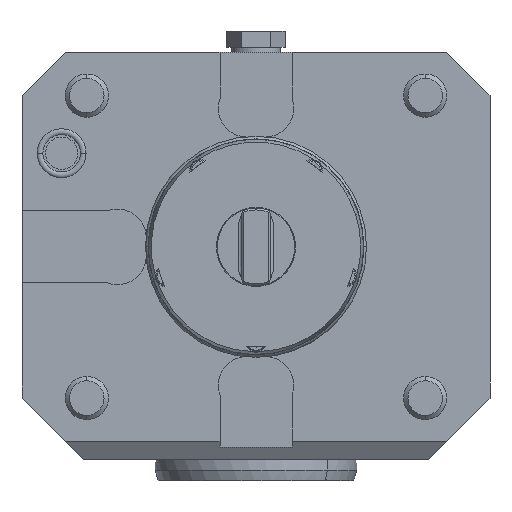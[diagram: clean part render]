
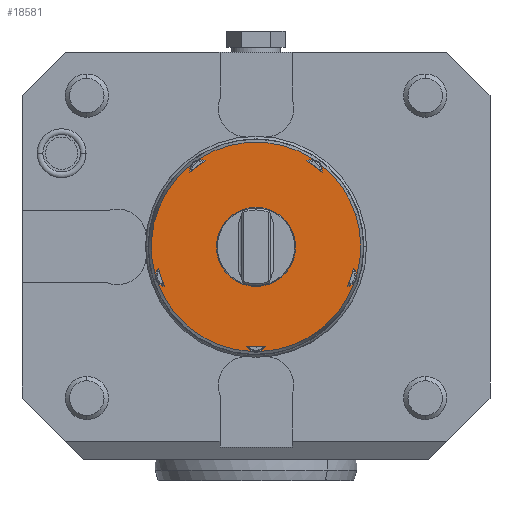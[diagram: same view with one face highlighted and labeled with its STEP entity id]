
A CAD part, front view. The second image highlights one B-rep face of the part: STEP entity #18581.
In plain terms, the highlighted planar face has unit normal (0, -1, 0).
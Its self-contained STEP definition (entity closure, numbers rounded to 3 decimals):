
#3525=CARTESIAN_POINT('',(-27.964,-133.,-8.036));
#3531=CARTESIAN_POINT('',(16.285,-133.,24.112));
#3564=CARTESIAN_POINT('',(17.9,-133.,22.939));
#3601=CARTESIAN_POINT('',(-15.429,-133.,21.237));
#3602=DIRECTION('',(0.,1.,0.));
#3603=DIRECTION('',(-0.985,0.,-0.172));
#3604=AXIS2_PLACEMENT_3D('',#3601,#3602,#3603);
#3606=CARTESIAN_POINT('',(-15.429,-133.,21.237));
#3607=DIRECTION('',(0.,1.,0.));
#3608=DIRECTION('',(-0.285,0.,0.959));
#3609=AXIS2_PLACEMENT_3D('',#3606,#3607,#3608);
#3611=CARTESIAN_POINT('',(0.,-133.,0.));
#3612=DIRECTION('',(0.,1.,0.));
#3613=DIRECTION('',(-0.56,0.,0.829));
#3614=AXIS2_PLACEMENT_3D('',#3611,#3612,#3613);
#3616=CARTESIAN_POINT('',(15.429,-133.,21.237));
#3617=DIRECTION('',(0.,1.,0.));
#3618=DIRECTION('',(-0.468,0.,0.884));
#3619=AXIS2_PLACEMENT_3D('',#3616,#3617,#3618);
#3621=CARTESIAN_POINT('',(0.,-133.,0.));
#3622=DIRECTION('',(0.,1.,0.));
#3623=DIRECTION('',(0.615,0.,0.788));
#3624=AXIS2_PLACEMENT_3D('',#3621,#3622,#3623);
#3626=CARTESIAN_POINT('',(0.,-133.,0.));
#3627=DIRECTION('',(0.,1.,0.));
#3628=DIRECTION('',(0.951,0.,0.309));
#3629=AXIS2_PLACEMENT_3D('',#3626,#3627,#3628);
#3631=CARTESIAN_POINT('',(24.965,-133.,-8.112));
#3632=DIRECTION('',(0.,1.,0.));
#3633=DIRECTION('',(0.794,0.,-0.608));
#3634=AXIS2_PLACEMENT_3D('',#3631,#3632,#3633);
#3636=CARTESIAN_POINT('',(0.,-133.,0.));
#3637=DIRECTION('',(0.,1.,0.));
#3638=DIRECTION('',(0.94,0.,-0.341));
#3639=AXIS2_PLACEMENT_3D('',#3636,#3637,#3638);
#3641=CARTESIAN_POINT('',(0.,-133.,-26.25));
#3642=DIRECTION('',(0.,1.,0.));
#3643=DIRECTION('',(0.898,0.,-0.44));
#3644=AXIS2_PLACEMENT_3D('',#3641,#3642,#3643);
#3646=CARTESIAN_POINT('',(0.,-133.,-26.25));
#3647=DIRECTION('',(0.,1.,0.));
#3648=DIRECTION('',(-0.333,0.,-0.943));
#3649=AXIS2_PLACEMENT_3D('',#3646,#3647,#3648);
#3651=CARTESIAN_POINT('',(0.,-133.,0.));
#3652=DIRECTION('',(0.,1.,0.));
#3653=DIRECTION('',(-0.034,0.,-0.999));
#3654=AXIS2_PLACEMENT_3D('',#3651,#3652,#3653);
#3656=CARTESIAN_POINT('',(-24.965,-133.,-8.112));
#3657=DIRECTION('',(0.,1.,0.));
#3658=DIRECTION('',(-0.14,0.,-0.99));
#3659=AXIS2_PLACEMENT_3D('',#3656,#3657,#3658);
#3661=CARTESIAN_POINT('',(-24.965,-133.,-8.112));
#3662=DIRECTION('',(0.,1.,0.));
#3663=DIRECTION('',(-1.,0.,0.025));
#3664=AXIS2_PLACEMENT_3D('',#3661,#3662,#3663);
#3666=CARTESIAN_POINT('',(0.,-133.,0.));
#3667=DIRECTION('',(0.,1.,0.));
#3668=DIRECTION('',(-0.961,0.,-0.276));
#3669=AXIS2_PLACEMENT_3D('',#3666,#3667,#3668);
#3679=CARTESIAN_POINT('',(0.,-133.,0.));
#3680=DIRECTION('',(0.,-1.,0.));
#3681=DIRECTION('',(-0.506,0.,0.862));
#3682=AXIS2_PLACEMENT_3D('',#3679,#3680,#3681);
#3826=CARTESIAN_POINT('',(15.429,-133.,21.237));
#3827=DIRECTION('',(0.,1.,0.));
#3828=DIRECTION('',(0.824,0.,0.567));
#3829=AXIS2_PLACEMENT_3D('',#3826,#3827,#3828);
#3845=CARTESIAN_POINT('',(0.,-133.,0.));
#3846=DIRECTION('',(0.,1.,0.));
#3847=DIRECTION('',(0.506,0.,0.862));
#3848=AXIS2_PLACEMENT_3D('',#3845,#3846,#3847);
#3992=CARTESIAN_POINT('',(0.998,-133.,-29.079));
#4060=CARTESIAN_POINT('',(27.347,-133.,-9.935));
#4080=CARTESIAN_POINT('',(0.,-133.,0.));
#4081=DIRECTION('',(0.,-1.,0.));
#4082=DIRECTION('',(-0.977,0.,-0.215));
#4083=AXIS2_PLACEMENT_3D('',#4080,#4081,#4082);
#4260=CARTESIAN_POINT('',(0.,-133.,0.));
#4261=DIRECTION('',(0.,-1.,0.));
#4262=DIRECTION('',(-0.097,0.,-0.995));
#4263=AXIS2_PLACEMENT_3D('',#4260,#4261,#4262);
#4494=CARTESIAN_POINT('',(24.965,-133.,-8.112));
#4495=DIRECTION('',(0.,1.,0.));
#4496=DIRECTION('',(0.696,0.,0.718));
#4497=AXIS2_PLACEMENT_3D('',#4494,#4495,#4496);
#4518=CARTESIAN_POINT('',(0.,-133.,0.));
#4519=DIRECTION('',(0.,1.,0.));
#4520=DIRECTION('',(0.977,0.,-0.215));
#4521=AXIS2_PLACEMENT_3D('',#4518,#4519,#4520);
#4675=CARTESIAN_POINT('',(0.,-133.,0.));
#4676=DIRECTION('',(0.,1.,0.));
#4677=DIRECTION('',(0.,0.,1.));
#4678=AXIS2_PLACEMENT_3D('',#4675,#4676,#4677);
#4680=CARTESIAN_POINT('',(0.,-133.,0.));
#4681=DIRECTION('',(0.,1.,0.));
#4682=DIRECTION('',(0.,0.,-1.));
#4683=AXIS2_PLACEMENT_3D('',#4680,#4681,#4682);
#13941=CARTESIAN_POINT('',(27.672,-133.,
8.991));
#13942=VERTEX_POINT('',#13941);
#13943=CARTESIAN_POINT('',(-0.998,-133.,-29.079));
#13944=CARTESIAN_POINT('',(-27.347,-133.,-9.935));
#13945=VERTEX_POINT('',#13943);
#13946=VERTEX_POINT('',#13944);
#13947=CARTESIAN_POINT('',(27.964,-133.,-8.036));
#13948=VERTEX_POINT('',#13947);
#13950=VERTEX_POINT('',#3525);
#13951=VERTEX_POINT('',#3992);
#13952=VERTEX_POINT('',#4060);
#13953=VERTEX_POINT('',#3531);
#13954=VERTEX_POINT('',#3564);
#13955=CARTESIAN_POINT('',(-17.9,-133.,22.939));
#13956=VERTEX_POINT('',#13955);
#13957=CARTESIAN_POINT('',(-16.285,-133.,24.112));
#13958=VERTEX_POINT('',#13957);
#14823=CARTESIAN_POINT('',(0.,-133.,11.));
#14824=CARTESIAN_POINT('',(0.,-133.,-11.));
#14825=VERTEX_POINT('',#14823);
#14826=VERTEX_POINT('',#14824);
#14835=CARTESIAN_POINT('',(-25.387,-133.,-11.082));
#14836=VERTEX_POINT('',#14835);
#14837=CARTESIAN_POINT('',(-27.052,-133.,-5.956));
#14838=VERTEX_POINT('',#14837);
#14847=CARTESIAN_POINT('',(2.695,-133.,-27.569));
#14848=VERTEX_POINT('',#14847);
#14849=CARTESIAN_POINT('',(-2.695,-133.,-27.569));
#14850=VERTEX_POINT('',#14849);
#14859=CARTESIAN_POINT('',(25.387,-133.,-11.082));
#14860=VERTEX_POINT('',#14859);
#14861=CARTESIAN_POINT('',(27.052,-133.,-5.956));
#14862=VERTEX_POINT('',#14861);
#14871=CARTESIAN_POINT('',(18.384,-133.,20.72));
#14872=VERTEX_POINT('',#14871);
#14873=CARTESIAN_POINT('',(14.024,-133.,23.887));
#14874=VERTEX_POINT('',#14873);
#14883=CARTESIAN_POINT('',(-14.024,-133.,23.887));
#14884=VERTEX_POINT('',#14883);
#14885=CARTESIAN_POINT('',(-18.384,-133.,20.72));
#14886=VERTEX_POINT('',#14885);
#18529=CARTESIAN_POINT('',(0.,-133.,0.));
#18530=DIRECTION('',(0.,-1.,0.));
#18531=DIRECTION('',(0.951,0.,0.309));
#18532=AXIS2_PLACEMENT_3D('',#18529,#18530,#18531);
#18533=PLANE('',#18532);
#18535=ORIENTED_EDGE('',*,*,#18534,.F.);
#18537=ORIENTED_EDGE('',*,*,#18536,.F.);
#18539=ORIENTED_EDGE('',*,*,#18538,.F.);
#18540=ORIENTED_EDGE('',*,*,#18522,.T.);
#18542=ORIENTED_EDGE('',*,*,#18541,.F.);
#18544=ORIENTED_EDGE('',*,*,#18543,.T.);
#18546=ORIENTED_EDGE('',*,*,#18545,.F.);
#18547=ORIENTED_EDGE('',*,*,#18518,.T.);
#18549=ORIENTED_EDGE('',*,*,#18548,.T.);
#18551=ORIENTED_EDGE('',*,*,#18550,.F.);
#18553=ORIENTED_EDGE('',*,*,#18552,.T.);
#18555=ORIENTED_EDGE('',*,*,#18554,.F.);
#18557=ORIENTED_EDGE('',*,*,#18556,.T.);
#18559=ORIENTED_EDGE('',*,*,#18558,.F.);
#18561=ORIENTED_EDGE('',*,*,#18560,.F.);
#18563=ORIENTED_EDGE('',*,*,#18562,.F.);
#18565=ORIENTED_EDGE('',*,*,#18564,.T.);
#18567=ORIENTED_EDGE('',*,*,#18566,.F.);
#18569=ORIENTED_EDGE('',*,*,#18568,.F.);
#18571=ORIENTED_EDGE('',*,*,#18570,.F.);
#18572=ORIENTED_EDGE('',*,*,#18509,.T.);
#18573=EDGE_LOOP('',(#18535,#18537,#18539,#18540,#18542,#18544,#18546,#18547,
#18549,#18551,#18553,#18555,#18557,#18559,#18561,#18563,#18565,#18567,#18569,
#18571,#18572));
#18574=FACE_OUTER_BOUND('',#18573,.F.);
#18576=ORIENTED_EDGE('',*,*,#18575,.F.);
#18578=ORIENTED_EDGE('',*,*,#18577,.F.);
#18579=EDGE_LOOP('',(#18576,#18578));
#18580=FACE_BOUND('',#18579,.F.);
#3605=CIRCLE('',#3604,3.);
#3610=CIRCLE('',#3609,3.);
#3615=CIRCLE('',#3614,29.096);
#3620=CIRCLE('',#3619,3.);
#3625=CIRCLE('',#3624,29.096);
#3630=CIRCLE('',#3629,29.096);
#3635=CIRCLE('',#3634,3.);
#3640=CIRCLE('',#3639,29.096);
#3645=CIRCLE('',#3644,3.);
#3650=CIRCLE('',#3649,3.);
#3655=CIRCLE('',#3654,29.096);
#3660=CIRCLE('',#3659,3.);
#3665=CIRCLE('',#3664,3.);
#3670=CIRCLE('',#3669,29.096);
#3683=CIRCLE('',#3682,27.7);
#3830=CIRCLE('',#3829,3.);
#3849=CIRCLE('',#3848,27.7);
#4084=CIRCLE('',#4083,27.7);
#4264=CIRCLE('',#4263,27.7);
#4498=CIRCLE('',#4497,3.);
#4522=CIRCLE('',#4521,27.7);
#4679=CIRCLE('',#4678,11.);
#4684=CIRCLE('',#4683,11.);
#18509=EDGE_CURVE('',#13950,#13956,#3670,.T.);
#18518=EDGE_CURVE('',#13954,#13942,#3625,.T.);
#18522=EDGE_CURVE('',#13958,#13953,#3615,.T.);
#18534=EDGE_CURVE('',#14886,#13956,#3605,.T.);
#18536=EDGE_CURVE('',#14884,#14886,#3683,.T.);
#18538=EDGE_CURVE('',#13958,#14884,#3610,.T.);
#18541=EDGE_CURVE('',#14874,#13953,#3620,.T.);
#18543=EDGE_CURVE('',#14874,#14872,#3849,.T.);
#18545=EDGE_CURVE('',#13954,#14872,#3830,.T.);
#18548=EDGE_CURVE('',#13942,#13948,#3630,.T.);
#18550=EDGE_CURVE('',#14862,#13948,#4498,.T.);
#18552=EDGE_CURVE('',#14862,#14860,#4522,.T.);
#18554=EDGE_CURVE('',#13952,#14860,#3635,.T.);
#18556=EDGE_CURVE('',#13952,#13951,#3640,.T.);
#18558=EDGE_CURVE('',#14848,#13951,#3645,.T.);
#18560=EDGE_CURVE('',#14850,#14848,#4264,.T.);
#18562=EDGE_CURVE('',#13945,#14850,#3650,.T.);
#18564=EDGE_CURVE('',#13945,#13946,#3655,.T.);
#18566=EDGE_CURVE('',#14836,#13946,#3660,.T.);
#18568=EDGE_CURVE('',#14838,#14836,#4084,.T.);
#18570=EDGE_CURVE('',#13950,#14838,#3665,.T.);
#18575=EDGE_CURVE('',#14825,#14826,#4679,.T.);
#18577=EDGE_CURVE('',#14826,#14825,#4684,.T.);
#18581=ADVANCED_FACE('',(#18574,#18580),#18533,.T.);
